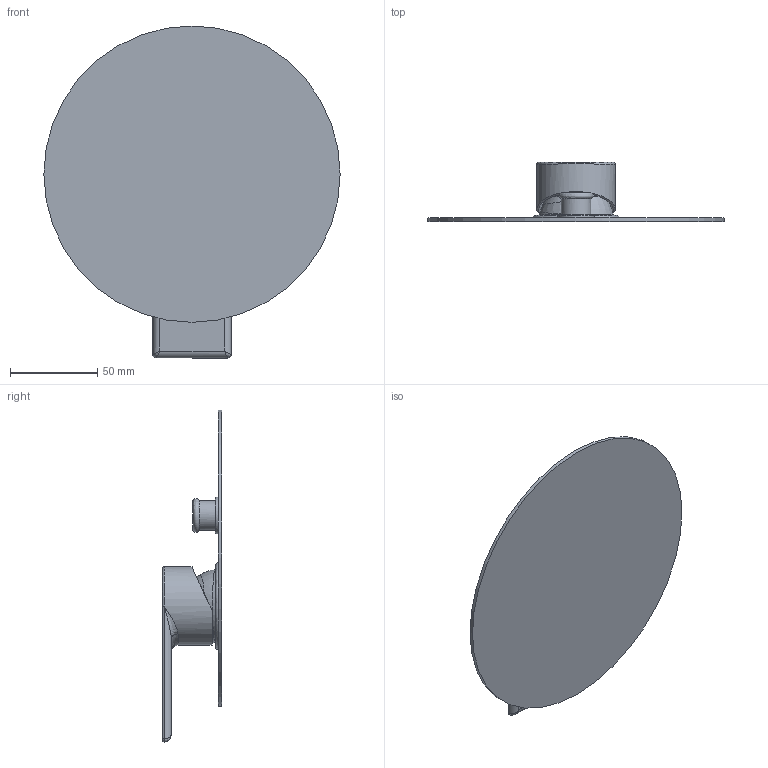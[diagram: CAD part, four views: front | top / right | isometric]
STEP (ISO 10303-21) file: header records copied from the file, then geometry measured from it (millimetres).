
FILE_DESCRIPTION (( 'STEP AP203' ), '1' );
FILE_NAME ('801153 x architetti.STEP', '2023-07-03T13:56:51', ( '' ), ( '' ), 'SwSTEP 2.0', 'SolidWorks 2020', '' );
FILE_SCHEMA (( 'CONFIG_CONTROL_DESIGN' ));
Length unit declared in the file: millimetre
Products named in the file (1): 801153 x architetti
Bounding box: 170 x 34 x 190.5 mm (x, y, z)
Volume: 108293.7 mm3; surface area: 61371.8 mm2
Topology: 1 solids, 2 shells, 61 faces, 147 edges, 94 vertices
Faces by surface type: plane 28, cylinder 16, bspline 9, cone 4, torus 4
Full cylindrical faces by diameter (mm): 17 x1, 17.917 x1, 21 x1, 33.725 x1, 34 x1, 41 x1, 42 x1, 42.4 x1, 45 x1, 170 x1
Entity records: 2471 total; most frequent: CARTESIAN_POINT 1176, DIRECTION 250, ORIENTED_EDGE 230, EDGE_CURVE 115, AXIS2_PLACEMENT_3D 107, EDGE_LOOP 86, VERTEX_POINT 81, FACE_OUTER_BOUND 75
